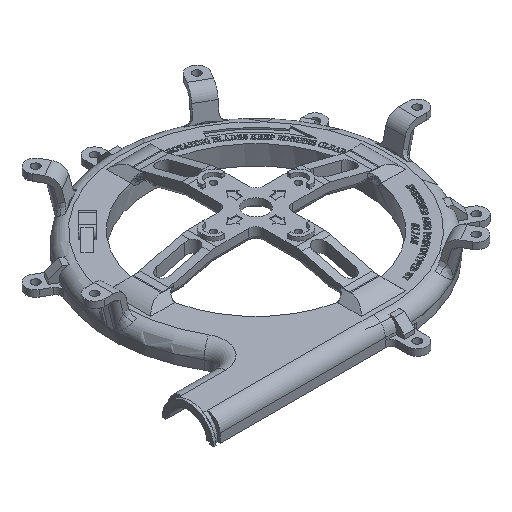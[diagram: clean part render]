
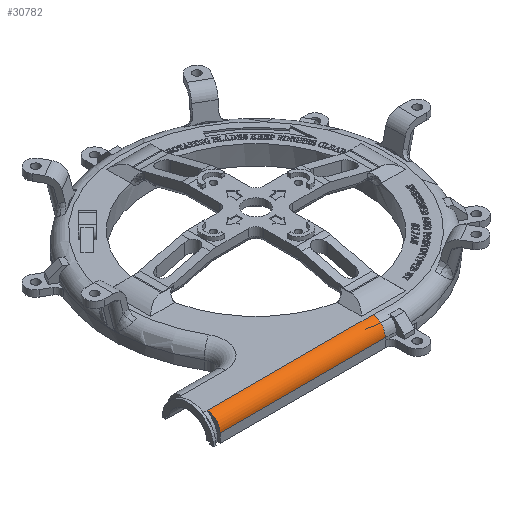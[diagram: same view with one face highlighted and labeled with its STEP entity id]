
A CAD part, isometric view. The second image highlights one B-rep face of the part: STEP entity #30782.
In plain terms, the highlighted cylindrical face has radius 6.35 mm (diameter 12.7 mm), a partial arc.
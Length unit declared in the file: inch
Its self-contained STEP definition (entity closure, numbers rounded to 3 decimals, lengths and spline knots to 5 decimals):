
#994=CIRCLE('',#32281,0.25);
#3556=FACE_OUTER_BOUND('',#5305,.T.);
#5305=EDGE_LOOP('',(#28649,#28650,#28651,#28652));
#6375=B_SPLINE_CURVE_WITH_KNOTS('',3,(#54304,#54305,#54306,#54307,#54308,
#54309,#54310,#54311,#54312,#54313,#54314,#54315,#54316,#54317),
 .UNSPECIFIED.,.F.,.F.,(4,2,2,2,2,2,4),(-1.4947,-1.4934,
-1.29361,-1.09388,-0.84582,-0.59804,
-0.49383),.UNSPECIFIED.);
#9048=LINE('',#52280,#12105);
#9418=LINE('',#56249,#12475);
#12105=VECTOR('',#36699,3.21438);
#12475=VECTOR('',#38207,3.20077);
#14997=VERTEX_POINT('',#52277);
#14998=VERTEX_POINT('',#52279);
#15185=VERTEX_POINT('',#54303);
#15512=VERTEX_POINT('',#56247);
#19123=EDGE_CURVE('',#14998,#14997,#9048,.T.);
#19398=EDGE_CURVE('',#14998,#15185,#6375,.T.);
#19933=EDGE_CURVE('',#14997,#15512,#994,.T.);
#19934=EDGE_CURVE('',#15512,#15185,#9418,.T.);
#28649=ORIENTED_EDGE('',*,*,#19123,.T.);
#28650=ORIENTED_EDGE('',*,*,#19933,.T.);
#28651=ORIENTED_EDGE('',*,*,#19934,.T.);
#28652=ORIENTED_EDGE('',*,*,#19398,.F.);
#29198=CYLINDRICAL_SURFACE('',#32280,0.25);
#30782=ADVANCED_FACE('',(#3556),#29198,.T.);
#32280=AXIS2_PLACEMENT_3D('',#56246,#38203,#38204);
#32281=AXIS2_PLACEMENT_3D('',#56248,#38205,#38206);
#36699=DIRECTION('',(-1.,0.,0.));
#38203=DIRECTION('center_axis',(1.,0.,0.));
#38204=DIRECTION('ref_axis',(0.,-0.707,0.707));
#38205=DIRECTION('center_axis',(1.,0.,0.));
#38206=DIRECTION('ref_axis',(0.,-0.707,0.707));
#38207=DIRECTION('',(1.,0.,0.));
#52277=CARTESIAN_POINT('',(-6.20978,-2.55323,0.425));
#52279=CARTESIAN_POINT('',(-2.99539,-2.55323,0.425));
#52280=CARTESIAN_POINT('',(-4.76939,-2.55323,0.425));
#54303=CARTESIAN_POINT('',(-3.00901,-2.80323,0.175));
#54304=CARTESIAN_POINT('Ctrl Pts',(-2.99539,-2.55323,
0.425));
#54305=CARTESIAN_POINT('Ctrl Pts',(-2.9954,-2.5534,
0.425));
#54306=CARTESIAN_POINT('Ctrl Pts',(-2.99541,-2.55357,
0.425));
#54307=CARTESIAN_POINT('Ctrl Pts',(-2.99688,-2.57992,0.42495));
#54308=CARTESIAN_POINT('Ctrl Pts',(-2.99832,-2.60593,
0.42078));
#54309=CARTESIAN_POINT('Ctrl Pts',(-3.00105,-2.65571,
0.40453));
#54310=CARTESIAN_POINT('Ctrl Pts',(-3.00233,-2.67916,0.39255));
#54311=CARTESIAN_POINT('Ctrl Pts',(-3.00491,-2.72663,
0.358));
#54312=CARTESIAN_POINT('Ctrl Pts',(-3.00611,-2.74895,
0.33391));
#54313=CARTESIAN_POINT('Ctrl Pts',(-3.00794,-2.78309,
0.27854));
#54314=CARTESIAN_POINT('Ctrl Pts',(-3.00855,-2.79459,0.24781));
#54315=CARTESIAN_POINT('Ctrl Pts',(-3.00895,-2.80212,0.20223));
#54316=CARTESIAN_POINT('Ctrl Pts',(-3.00901,-2.80323,
0.18861));
#54317=CARTESIAN_POINT('Ctrl Pts',(-3.00901,-2.80323,
0.175));
#56246=CARTESIAN_POINT('Origin',(-4.76939,-2.55323,0.175));
#56247=CARTESIAN_POINT('',(-6.20978,-2.80323,0.175));
#56248=CARTESIAN_POINT('Origin',(-6.20978,-2.55323,0.175));
#56249=CARTESIAN_POINT('',(-4.76939,-2.80323,0.175));
